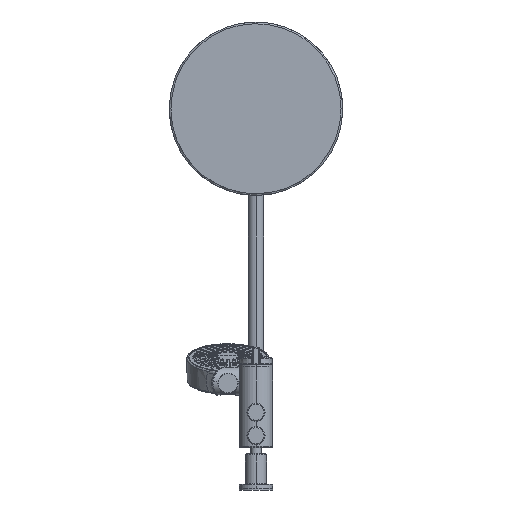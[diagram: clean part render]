
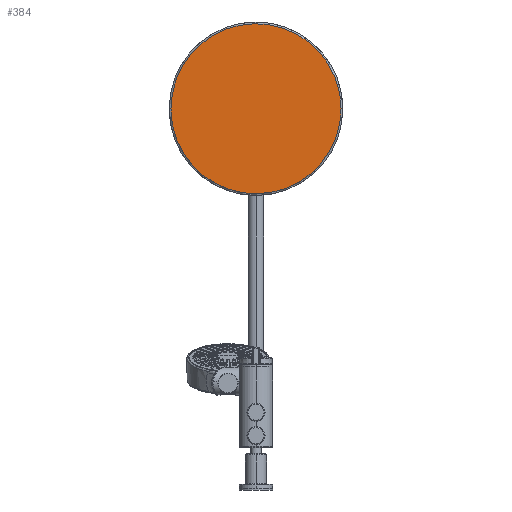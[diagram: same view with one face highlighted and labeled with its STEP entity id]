
A CAD part, front view. The second image highlights one B-rep face of the part: STEP entity #384.
In plain terms, the highlighted planar face has unit normal (0, -1, 0).
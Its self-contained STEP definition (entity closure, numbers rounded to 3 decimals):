
#164 = CARTESIAN_POINT ( 'NONE',  ( -12.828, 984.9, 252.632 ) ) ;
#384 = ADVANCED_FACE ( 'NONE', ( #12691 ), #25168, .F. ) ;
#1067 = CARTESIAN_POINT ( 'NONE',  ( 6.414, 984.9, 448. ) ) ;
#1786 = CARTESIAN_POINT ( 'NONE',  ( -98., 984.9, 350. ) ) ;
#3373 = B_SPLINE_CURVE_WITH_KNOTS ( 'NONE', 3,
 ( #26143, #25882, #8438, #11523, #31888, #8826, #6419, #14714, #17656, #26535, #29598, #32142, #32273, #23602, #26791, #35333, #35204, #26275, #164, #11910, #21064, #9097, #9339, #6162, #29216, #20541, #35084, #23969, #14981, #3597, #11790, #29466, #12032, #32390 ),
 .UNSPECIFIED., .F., .F.,
 ( 4, 2, 2, 2, 2, 2, 2, 2, 2, 2, 2, 2, 2, 2, 2, 2, 4 ),
 ( 0., 0.031, 0.063, 0.094, 0.125, 0.156, 0.188, 0.219, 0.25, 0.281, 0.313, 0.344, 0.375, 0.406, 0.438, 0.469, 0.5 ),
 .UNSPECIFIED. ) ;
#3597 = CARTESIAN_POINT ( 'NONE',  ( -92.995, 984.9, 318.423 ) ) ;
#4027 = CARTESIAN_POINT ( 'NONE',  ( 88.086, 984.9, 393.429 ) ) ;
#6162 = CARTESIAN_POINT ( 'NONE',  ( -59.779, 984.9, 272.079 ) ) ;
#6419 = CARTESIAN_POINT ( 'NONE',  ( 85.048, 984.9, 300.887 ) ) ;
#6464 = CARTESIAN_POINT ( 'NONE',  ( 31.577, 984.9, 442.995 ) ) ;
#6586 = CARTESIAN_POINT ( 'NONE',  ( -94.866, 984.9, 375.41 ) ) ;
#6719 = CARTESIAN_POINT ( 'NONE',  ( -97.368, 984.9, 362.828 ) ) ;
#6854 = CARTESIAN_POINT ( 'NONE',  ( -25.41, 984.9, 444.866 ) ) ;
#6974 = CARTESIAN_POINT ( 'NONE',  ( -43.429, 984.9, 438.086 ) ) ;
#8438 = CARTESIAN_POINT ( 'NONE',  ( 97.368, 984.9, 337.172 ) ) ;
#8826 = CARTESIAN_POINT ( 'NONE',  ( 88.086, 984.9, 306.571 ) ) ;
#9097 = CARTESIAN_POINT ( 'NONE',  ( -43.429, 984.9, 261.914 ) ) ;
#9339 = CARTESIAN_POINT ( 'NONE',  ( -49.113, 984.9, 264.952 ) ) ;
#9637 = CARTESIAN_POINT ( 'NONE',  ( 12.828, 984.9, 447.368 ) ) ;
#9644 = EDGE_LOOP ( 'NONE', ( #21917, #32700 ) ) ;
#10341 = VERTEX_POINT ( 'NONE', #1786 ) ;
#11140 = EDGE_CURVE ( 'NONE', #10341, #23916, #18122, .T. ) ;
#11268 = EDGE_CURVE ( 'NONE', #23916, #10341, #3373, .T. ) ;
#11523 = CARTESIAN_POINT ( 'NONE',  ( 94.866, 984.9, 324.59 ) ) ;
#11790 = CARTESIAN_POINT ( 'NONE',  ( -94.866, 984.9, 324.59 ) ) ;
#11910 = CARTESIAN_POINT ( 'NONE',  ( -25.41, 984.9, 255.134 ) ) ;
#12032 = CARTESIAN_POINT ( 'NONE',  ( -98., 984.9, 343.586 ) ) ;
#12203 = CARTESIAN_POINT ( 'NONE',  ( -98., 984.9, 356.414 ) ) ;
#12338 = CARTESIAN_POINT ( 'NONE',  ( 92.995, 984.9, 381.577 ) ) ;
#12691 = FACE_OUTER_BOUND ( 'NONE', #9644, .T. ) ;
#12726 = CARTESIAN_POINT ( 'NONE',  ( -77.921, 984.9, 409.779 ) ) ;
#14714 = CARTESIAN_POINT ( 'NONE',  ( 77.921, 984.9, 290.221 ) ) ;
#14981 = CARTESIAN_POINT ( 'NONE',  ( -88.086, 984.9, 306.571 ) ) ;
#15143 = CARTESIAN_POINT ( 'NONE',  ( 97.368, 984.9, 362.828 ) ) ;
#15387 = CARTESIAN_POINT ( 'NONE',  ( -59.779, 984.9, 427.921 ) ) ;
#15629 = CARTESIAN_POINT ( 'NONE',  ( 43.429, 984.9, 438.086 ) ) ;
#16702 = DIRECTION ( 'NONE',  ( 1., 0., 0. ) ) ;
#17656 = CARTESIAN_POINT ( 'NONE',  ( 73.832, 984.9, 285.239 ) ) ;
#18122 = B_SPLINE_CURVE_WITH_KNOTS ( 'NONE', 3,
 ( #20849, #12203, #6719, #6586, #23893, #35766, #24257, #12726, #33060, #21112, #15387, #27088, #6974, #32814, #6854, #32926, #27348, #1067, #9637, #20987, #6464, #15629, #21237, #18552, #26836, #35639, #29763, #21489, #4027, #12338, #29642, #15143, #35519, #18306 ),
 .UNSPECIFIED., .F., .F.,
 ( 4, 2, 2, 2, 2, 2, 2, 2, 2, 2, 2, 2, 2, 2, 2, 2, 4 ),
 ( 0.5, 0.531, 0.563, 0.594, 0.625, 0.656, 0.688, 0.719, 0.75, 0.781, 0.813, 0.844, 0.875, 0.906, 0.938, 0.969, 1. ),
 .UNSPECIFIED. ) ;
#18306 = CARTESIAN_POINT ( 'NONE',  ( 98., 984.9, 350. ) ) ;
#18552 = CARTESIAN_POINT ( 'NONE',  ( 59.779, 984.9, 427.921 ) ) ;
#20541 = CARTESIAN_POINT ( 'NONE',  ( -73.832, 984.9, 285.239 ) ) ;
#20849 = CARTESIAN_POINT ( 'NONE',  ( -98., 984.9, 350. ) ) ;
#20987 = CARTESIAN_POINT ( 'NONE',  ( 25.41, 984.9, 444.866 ) ) ;
#21064 = CARTESIAN_POINT ( 'NONE',  ( -31.577, 984.9, 257.005 ) ) ;
#21112 = CARTESIAN_POINT ( 'NONE',  ( -64.761, 984.9, 423.832 ) ) ;
#21237 = CARTESIAN_POINT ( 'NONE',  ( 49.113, 984.9, 435.048 ) ) ;
#21489 = CARTESIAN_POINT ( 'NONE',  ( 85.048, 984.9, 399.113 ) ) ;
#21917 = ORIENTED_EDGE ( 'NONE', *, *, #11268, .F. ) ;
#22522 = DIRECTION ( 'NONE',  ( 0., 1., 0. ) ) ;
#23602 = CARTESIAN_POINT ( 'NONE',  ( 31.577, 984.9, 257.005 ) ) ;
#23893 = CARTESIAN_POINT ( 'NONE',  ( -92.995, 984.9, 381.577 ) ) ;
#23916 = VERTEX_POINT ( 'NONE', #26741 ) ;
#23969 = CARTESIAN_POINT ( 'NONE',  ( -85.048, 984.9, 300.887 ) ) ;
#24257 = CARTESIAN_POINT ( 'NONE',  ( -85.048, 984.9, 399.113 ) ) ;
#25168 = PLANE ( 'NONE',  #27637 ) ;
#25882 = CARTESIAN_POINT ( 'NONE',  ( 98., 984.9, 343.586 ) ) ;
#26143 = CARTESIAN_POINT ( 'NONE',  ( 98., 984.9, 350. ) ) ;
#26275 = CARTESIAN_POINT ( 'NONE',  ( -6.414, 984.9, 252. ) ) ;
#26535 = CARTESIAN_POINT ( 'NONE',  ( 64.761, 984.9, 276.168 ) ) ;
#26741 = CARTESIAN_POINT ( 'NONE',  ( 98., 984.9, 350. ) ) ;
#26791 = CARTESIAN_POINT ( 'NONE',  ( 25.41, 984.9, 255.134 ) ) ;
#26836 = CARTESIAN_POINT ( 'NONE',  ( 64.761, 984.9, 423.832 ) ) ;
#27088 = CARTESIAN_POINT ( 'NONE',  ( -49.113, 984.9, 435.048 ) ) ;
#27348 = CARTESIAN_POINT ( 'NONE',  ( -6.414, 984.9, 448. ) ) ;
#27637 = AXIS2_PLACEMENT_3D ( 'NONE', #34001, #22522, #16702 ) ;
#29216 = CARTESIAN_POINT ( 'NONE',  ( -64.761, 984.9, 276.168 ) ) ;
#29466 = CARTESIAN_POINT ( 'NONE',  ( -97.368, 984.9, 337.172 ) ) ;
#29598 = CARTESIAN_POINT ( 'NONE',  ( 59.779, 984.9, 272.079 ) ) ;
#29642 = CARTESIAN_POINT ( 'NONE',  ( 94.866, 984.9, 375.41 ) ) ;
#29763 = CARTESIAN_POINT ( 'NONE',  ( 77.921, 984.9, 409.779 ) ) ;
#31888 = CARTESIAN_POINT ( 'NONE',  ( 92.995, 984.9, 318.423 ) ) ;
#32142 = CARTESIAN_POINT ( 'NONE',  ( 49.113, 984.9, 264.952 ) ) ;
#32273 = CARTESIAN_POINT ( 'NONE',  ( 43.429, 984.9, 261.914 ) ) ;
#32390 = CARTESIAN_POINT ( 'NONE',  ( -98., 984.9, 350. ) ) ;
#32700 = ORIENTED_EDGE ( 'NONE', *, *, #11140, .F. ) ;
#32814 = CARTESIAN_POINT ( 'NONE',  ( -31.577, 984.9, 442.995 ) ) ;
#32926 = CARTESIAN_POINT ( 'NONE',  ( -12.828, 984.9, 447.368 ) ) ;
#33060 = CARTESIAN_POINT ( 'NONE',  ( -73.832, 984.9, 414.761 ) ) ;
#34001 = CARTESIAN_POINT ( 'NONE',  ( 0., 984.9, 350. ) ) ;
#35084 = CARTESIAN_POINT ( 'NONE',  ( -77.921, 984.9, 290.221 ) ) ;
#35204 = CARTESIAN_POINT ( 'NONE',  ( 6.414, 984.9, 252. ) ) ;
#35333 = CARTESIAN_POINT ( 'NONE',  ( 12.828, 984.9, 252.632 ) ) ;
#35519 = CARTESIAN_POINT ( 'NONE',  ( 98., 984.9, 356.414 ) ) ;
#35639 = CARTESIAN_POINT ( 'NONE',  ( 73.832, 984.9, 414.761 ) ) ;
#35766 = CARTESIAN_POINT ( 'NONE',  ( -88.086, 984.9, 393.429 ) ) ;
